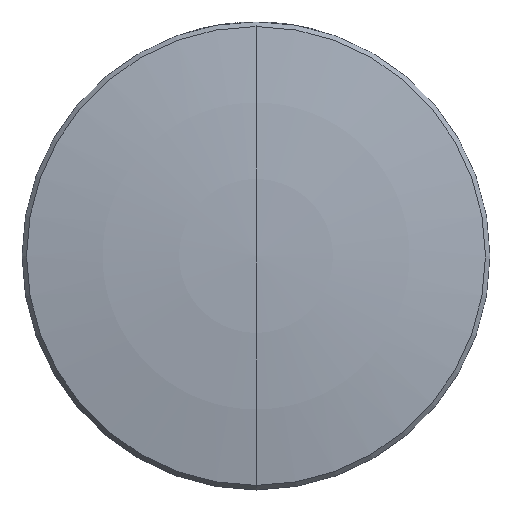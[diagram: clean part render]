
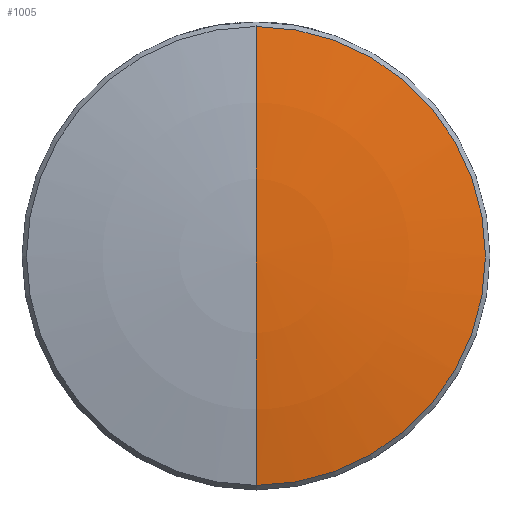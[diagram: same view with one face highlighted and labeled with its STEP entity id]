
A CAD part, top view. The second image highlights one B-rep face of the part: STEP entity #1005.
In plain terms, the highlighted toroidal (fillet/blend) face has major radius 0.046 mm and minor radius 69.01 mm.
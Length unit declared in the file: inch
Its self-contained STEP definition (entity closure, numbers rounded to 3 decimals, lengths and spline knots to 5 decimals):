
#67 = VERTEX_POINT ( 'NONE', #1593 ) ;
#127 = DIRECTION ( 'NONE',  ( 0., 0., 1. ) ) ;
#184 = EDGE_CURVE ( 'NONE', #1935, #1907, #553, .T. ) ;
#247 = CIRCLE ( 'NONE', #1904, 0.49034 ) ;
#257 = AXIS2_PLACEMENT_3D ( 'NONE', #356, #1194, #1185 ) ;
#356 = CARTESIAN_POINT ( 'NONE',  ( 0., -0.00182, -2.59213 ) ) ;
#370 = CIRCLE ( 'NONE', #2079, 2.71693 ) ;
#439 = EDGE_CURVE ( 'NONE', #1935, #67, #370, .T. ) ;
#553 = CIRCLE ( 'NONE', #257, 2.71693 ) ;
#665 = FACE_OUTER_BOUND ( 'NONE', #1032, .T. ) ;
#696 = ORIENTED_EDGE ( 'NONE', *, *, #439, .F. ) ;
#716 = DIRECTION ( 'NONE',  ( 0., 1., 0. ) ) ;
#778 = DIRECTION ( 'NONE',  ( 0., 0., 1. ) ) ;
#812 = CARTESIAN_POINT ( 'NONE',  ( 0., 0., -2.59213 ) ) ;
#1005 = ADVANCED_FACE ( 'NONE', ( #665 ), #1900, .T. ) ;
#1032 = EDGE_LOOP ( 'NONE', ( #696, #2078, #1827 ) ) ;
#1185 = DIRECTION ( 'NONE',  ( 0., 1., 0. ) ) ;
#1194 = DIRECTION ( 'NONE',  ( 1., 0., 0. ) ) ;
#1245 = CARTESIAN_POINT ( 'NONE',  ( 0., -0.49034, 0.08052 ) ) ;
#1308 = EDGE_CURVE ( 'NONE', #1907, #67, #247, .T. ) ;
#1466 = DIRECTION ( 'NONE',  ( 0., 1., 0. ) ) ;
#1565 = AXIS2_PLACEMENT_3D ( 'NONE', #812, #1620, #1466 ) ;
#1593 = CARTESIAN_POINT ( 'NONE',  ( 0., 0.49034, 0.08052 ) ) ;
#1620 = DIRECTION ( 'NONE',  ( 0., 0., -1. ) ) ;
#1827 = ORIENTED_EDGE ( 'NONE', *, *, #1308, .T. ) ;
#1900 = TOROIDAL_SURFACE ( 'NONE', #1565, 0.00182, 2.71693 ) ;
#1904 = AXIS2_PLACEMENT_3D ( 'NONE', #2120, #127, #716 ) ;
#1907 = VERTEX_POINT ( 'NONE', #1245 ) ;
#1935 = VERTEX_POINT ( 'NONE', #1944 ) ;
#1944 = CARTESIAN_POINT ( 'NONE',  ( 0., 0., 0.1248 ) ) ;
#1946 = CARTESIAN_POINT ( 'NONE',  ( 0., 0.00182, -2.59213 ) ) ;
#2078 = ORIENTED_EDGE ( 'NONE', *, *, #184, .T. ) ;
#2079 = AXIS2_PLACEMENT_3D ( 'NONE', #1946, #2145, #778 ) ;
#2120 = CARTESIAN_POINT ( 'NONE',  ( 0., 0., 0.08052 ) ) ;
#2145 = DIRECTION ( 'NONE',  ( -1., 0., 0. ) ) ;
